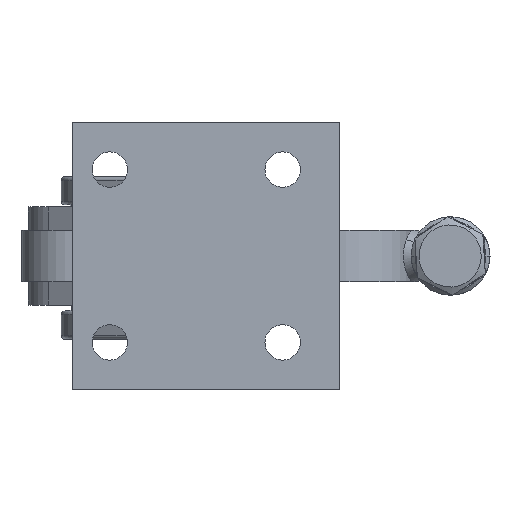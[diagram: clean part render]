
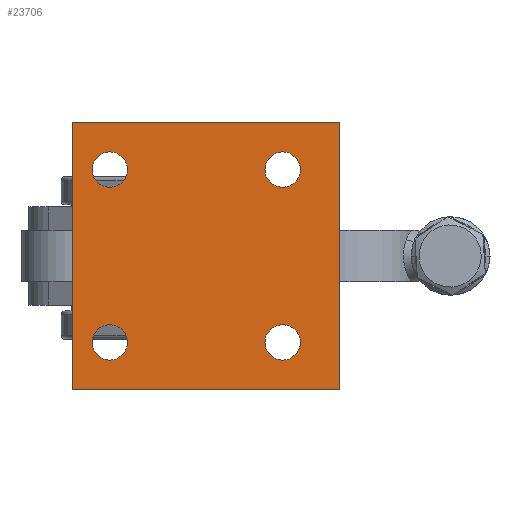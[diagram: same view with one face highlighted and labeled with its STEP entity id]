
A CAD part, front view. The second image highlights one B-rep face of the part: STEP entity #23706.
In plain terms, the highlighted planar face has unit normal (0, -1, 0).
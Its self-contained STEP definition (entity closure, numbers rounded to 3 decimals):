
#1070 = CARTESIAN_POINT ( 'NONE',  ( 58.77, 43.8, -21.5 ) ) ;
#1119 = AXIS2_PLACEMENT_3D ( 'NONE', #7741, #50932, #13934 ) ;
#2120 = DIRECTION ( 'NONE',  ( 0., -1., 0. ) ) ;
#2328 = CIRCLE ( 'NONE', #63810, 4.5 ) ;
#3312 = AXIS2_PLACEMENT_3D ( 'NONE', #11909, #55113, #18098 ) ;
#3840 = CARTESIAN_POINT ( 'NONE',  ( 44.27, 43.8, -14. ) ) ;
#5171 = ORIENTED_EDGE ( 'NONE', *, *, #66147, .F. ) ;
#5615 = EDGE_CURVE ( 'NONE', #33033, #41762, #73243, .T. ) ;
#5646 = VECTOR ( 'NONE', #52212, 1000. ) ;
#5871 = EDGE_CURVE ( 'NONE', #45547, #19375, #10450, .T. ) ;
#6508 = AXIS2_PLACEMENT_3D ( 'NONE', #69527, #32559, #75777 ) ;
#6837 = EDGE_CURVE ( 'NONE', #60822, #66619, #78937, .T. ) ;
#7741 = CARTESIAN_POINT ( 'NONE',  ( 44.27, 43.8, -9.5 ) ) ;
#8401 = ORIENTED_EDGE ( 'NONE', *, *, #5615, .T. ) ;
#8429 = EDGE_LOOP ( 'NONE', ( #46026, #5171 ) ) ;
#8498 = ORIENTED_EDGE ( 'NONE', *, *, #57583, .F. ) ;
#9610 = VECTOR ( 'NONE', #50515, 1000. ) ;
#9914 = VECTOR ( 'NONE', #25027, 1000. ) ;
#9936 = FACE_BOUND ( 'NONE', #8429, .T. ) ;
#10450 = CIRCLE ( 'NONE', #22416, 4.5 ) ;
#10714 = ORIENTED_EDGE ( 'NONE', *, *, #59385, .T. ) ;
#10749 = CARTESIAN_POINT ( 'NONE',  ( 58.77, 43.8, -21.5 ) ) ;
#11909 = CARTESIAN_POINT ( 'NONE',  ( -9.23, 43.8, -21.5 ) ) ;
#12798 = DIRECTION ( 'NONE',  ( 0., -1., 0. ) ) ;
#13069 = CARTESIAN_POINT ( 'NONE',  ( 58.77, 43.8, -21.5 ) ) ;
#13770 = LINE ( 'NONE', #31233, #9914 ) ;
#13852 = EDGE_LOOP ( 'NONE', ( #35180, #77658 ) ) ;
#13934 = DIRECTION ( 'NONE',  ( 0., 0., -1. ) ) ;
#14968 = CIRCLE ( 'NONE', #1119, 4.5 ) ;
#15012 = ORIENTED_EDGE ( 'NONE', *, *, #33185, .T. ) ;
#15215 = CARTESIAN_POINT ( 'NONE',  ( 58.77, 43.8, 46.5 ) ) ;
#16910 = CARTESIAN_POINT ( 'NONE',  ( 0.27, 43.8, -5. ) ) ;
#17006 = CARTESIAN_POINT ( 'NONE',  ( 0.27, 43.8, -14. ) ) ;
#18098 = DIRECTION ( 'NONE',  ( 0., 0., 1. ) ) ;
#19375 = VERTEX_POINT ( 'NONE', #16910 ) ;
#20816 = VECTOR ( 'NONE', #25503, 1000. ) ;
#22416 = AXIS2_PLACEMENT_3D ( 'NONE', #60471, #23476, #66661 ) ;
#22465 = CARTESIAN_POINT ( 'NONE',  ( 0.27, 43.8, 34.5 ) ) ;
#22580 = CARTESIAN_POINT ( 'NONE',  ( 44.27, 43.8, -5. ) ) ;
#23245 = EDGE_LOOP ( 'NONE', ( #8498, #30637 ) ) ;
#23476 = DIRECTION ( 'NONE',  ( 0., -1., 0. ) ) ;
#23706 = ADVANCED_FACE ( 'NONE', ( #9936, #26347, #75619, #73654, #57262 ), #24063, .F. ) ;
#24063 = PLANE ( 'NONE',  #3312 ) ;
#25027 = DIRECTION ( 'NONE',  ( 0., 0., -1. ) ) ;
#25400 = EDGE_LOOP ( 'NONE', ( #15012, #10714, #61659, #8401 ) ) ;
#25503 = DIRECTION ( 'NONE',  ( 0., 0., 1. ) ) ;
#26347 = FACE_BOUND ( 'NONE', #23245, .T. ) ;
#27209 = CIRCLE ( 'NONE', #74833, 4.5 ) ;
#27980 = LINE ( 'NONE', #1070, #9610 ) ;
#28721 = DIRECTION ( 'NONE',  ( 0., 0., -1. ) ) ;
#28895 = CARTESIAN_POINT ( 'NONE',  ( 0.27, 43.8, -9.5 ) ) ;
#29459 = DIRECTION ( 'NONE',  ( 0., -1., 0. ) ) ;
#30637 = ORIENTED_EDGE ( 'NONE', *, *, #37072, .F. ) ;
#31233 = CARTESIAN_POINT ( 'NONE',  ( -9.23, 43.8, 46.5 ) ) ;
#32559 = DIRECTION ( 'NONE',  ( 0., -1., 0. ) ) ;
#33033 = VERTEX_POINT ( 'NONE', #41481 ) ;
#33185 = EDGE_CURVE ( 'NONE', #41762, #36900, #13770, .T. ) ;
#33780 = AXIS2_PLACEMENT_3D ( 'NONE', #39106, #2120, #45309 ) ;
#35081 = DIRECTION ( 'NONE',  ( 0., 0., -1. ) ) ;
#35180 = ORIENTED_EDGE ( 'NONE', *, *, #74062, .F. ) ;
#35420 = CARTESIAN_POINT ( 'NONE',  ( 44.27, 43.8, 39. ) ) ;
#35745 = EDGE_CURVE ( 'NONE', #19375, #45547, #2328, .T. ) ;
#35999 = CIRCLE ( 'NONE', #6508, 4.5 ) ;
#36900 = VERTEX_POINT ( 'NONE', #75981 ) ;
#37072 = EDGE_CURVE ( 'NONE', #63313, #75499, #35999, .T. ) ;
#38937 = CIRCLE ( 'NONE', #33780, 4.5 ) ;
#39106 = CARTESIAN_POINT ( 'NONE',  ( 44.27, 43.8, -9.5 ) ) ;
#39821 = VERTEX_POINT ( 'NONE', #22580 ) ;
#41100 = EDGE_LOOP ( 'NONE', ( #44788, #73795 ) ) ;
#41481 = CARTESIAN_POINT ( 'NONE',  ( 58.77, 43.8, 46.5 ) ) ;
#41762 = VERTEX_POINT ( 'NONE', #51959 ) ;
#44788 = ORIENTED_EDGE ( 'NONE', *, *, #35745, .F. ) ;
#45309 = DIRECTION ( 'NONE',  ( 0., 0., -1. ) ) ;
#45547 = VERTEX_POINT ( 'NONE', #17006 ) ;
#46026 = ORIENTED_EDGE ( 'NONE', *, *, #6837, .F. ) ;
#49790 = CARTESIAN_POINT ( 'NONE',  ( 44.27, 43.8, 34.5 ) ) ;
#50515 = DIRECTION ( 'NONE',  ( 1., 0., 0. ) ) ;
#50932 = DIRECTION ( 'NONE',  ( 0., -1., 0. ) ) ;
#51959 = CARTESIAN_POINT ( 'NONE',  ( -9.23, 43.8, 46.5 ) ) ;
#52212 = DIRECTION ( 'NONE',  ( -1., 0., 0. ) ) ;
#54454 = EDGE_CURVE ( 'NONE', #78376, #33033, #57564, .T. ) ;
#55113 = DIRECTION ( 'NONE',  ( 0., 1., 0. ) ) ;
#56011 = DIRECTION ( 'NONE',  ( 0., 0., -1. ) ) ;
#57185 = CIRCLE ( 'NONE', #67315, 4.5 ) ;
#57262 = FACE_BOUND ( 'NONE', #13852, .T. ) ;
#57564 = LINE ( 'NONE', #13069, #20816 ) ;
#57583 = EDGE_CURVE ( 'NONE', #75499, #63313, #57185, .T. ) ;
#59385 = EDGE_CURVE ( 'NONE', #36900, #78376, #27980, .T. ) ;
#60471 = CARTESIAN_POINT ( 'NONE',  ( 0.27, 43.8, -9.5 ) ) ;
#60822 = VERTEX_POINT ( 'NONE', #35420 ) ;
#61659 = ORIENTED_EDGE ( 'NONE', *, *, #54454, .T. ) ;
#63313 = VERTEX_POINT ( 'NONE', #79289 ) ;
#63810 = AXIS2_PLACEMENT_3D ( 'NONE', #28895, #72049, #35081 ) ;
#63966 = CARTESIAN_POINT ( 'NONE',  ( 44.27, 43.8, 30. ) ) ;
#64833 = AXIS2_PLACEMENT_3D ( 'NONE', #66394, #29459, #72613 ) ;
#65647 = DIRECTION ( 'NONE',  ( 0., -1., 0. ) ) ;
#66147 = EDGE_CURVE ( 'NONE', #66619, #60822, #27209, .T. ) ;
#66394 = CARTESIAN_POINT ( 'NONE',  ( 44.27, 43.8, 34.5 ) ) ;
#66619 = VERTEX_POINT ( 'NONE', #63966 ) ;
#66661 = DIRECTION ( 'NONE',  ( 0., 0., -1. ) ) ;
#67315 = AXIS2_PLACEMENT_3D ( 'NONE', #22465, #65647, #28721 ) ;
#69527 = CARTESIAN_POINT ( 'NONE',  ( 0.27, 43.8, 34.5 ) ) ;
#71921 = VERTEX_POINT ( 'NONE', #3840 ) ;
#72049 = DIRECTION ( 'NONE',  ( 0., -1., 0. ) ) ;
#72613 = DIRECTION ( 'NONE',  ( 0., 0., -1. ) ) ;
#72942 = EDGE_CURVE ( 'NONE', #71921, #39821, #14968, .T. ) ;
#73243 = LINE ( 'NONE', #15215, #5646 ) ;
#73654 = FACE_BOUND ( 'NONE', #41100, .T. ) ;
#73795 = ORIENTED_EDGE ( 'NONE', *, *, #5871, .F. ) ;
#74062 = EDGE_CURVE ( 'NONE', #39821, #71921, #38937, .T. ) ;
#74833 = AXIS2_PLACEMENT_3D ( 'NONE', #49790, #12798, #56011 ) ;
#75499 = VERTEX_POINT ( 'NONE', #75852 ) ;
#75619 = FACE_OUTER_BOUND ( 'NONE', #25400, .T. ) ;
#75777 = DIRECTION ( 'NONE',  ( 0., 0., -1. ) ) ;
#75852 = CARTESIAN_POINT ( 'NONE',  ( 0.27, 43.8, 39. ) ) ;
#75981 = CARTESIAN_POINT ( 'NONE',  ( -9.23, 43.8, -21.5 ) ) ;
#77658 = ORIENTED_EDGE ( 'NONE', *, *, #72942, .F. ) ;
#78376 = VERTEX_POINT ( 'NONE', #10749 ) ;
#78937 = CIRCLE ( 'NONE', #64833, 4.5 ) ;
#79289 = CARTESIAN_POINT ( 'NONE',  ( 0.27, 43.8, 30. ) ) ;
